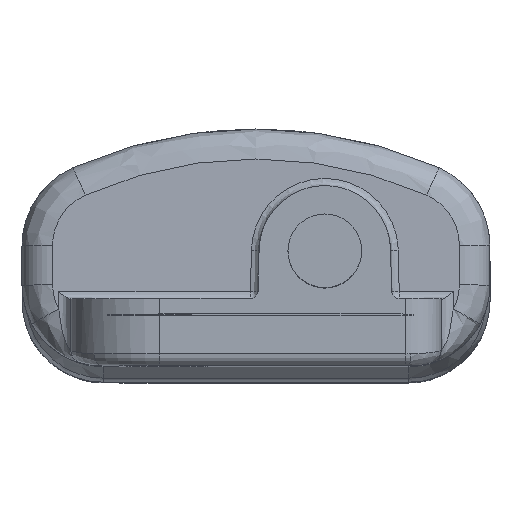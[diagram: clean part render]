
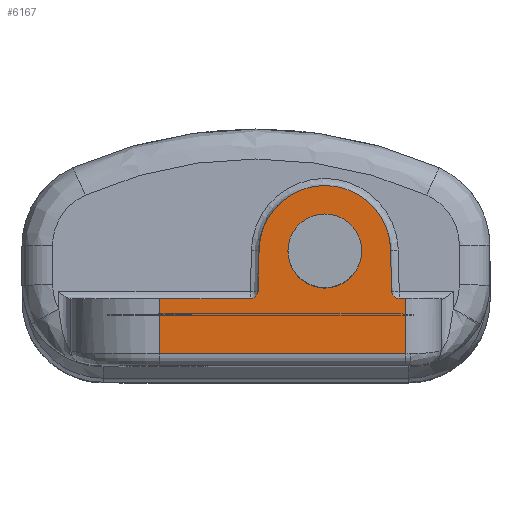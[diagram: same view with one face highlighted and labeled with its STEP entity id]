
A CAD part, top view. The second image highlights one B-rep face of the part: STEP entity #6167.
In plain terms, the highlighted planar face has unit normal (0, 0, 1).
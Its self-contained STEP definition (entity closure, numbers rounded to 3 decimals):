
#2082=DIRECTION('',(0.,-1.,0.));
#2083=VECTOR('',#2082,3.6);
#2084=CARTESIAN_POINT('',(-6.3,-0.1,36.8));
#2085=LINE('',#2084,#2083);
#2086=DIRECTION('',(-1.,0.,0.));
#2087=VECTOR('',#2086,5.936);
#2088=CARTESIAN_POINT('',(-0.364,-0.1,36.8));
#2089=LINE('',#2088,#2087);
#2090=DIRECTION('',(-0.024,-1.,0.));
#2091=VECTOR('',#2090,2.716);
#2092=CARTESIAN_POINT('',(0.201,3.104,36.8));
#2093=LINE('',#2092,#2091);
#2094=CARTESIAN_POINT('',(4.5,3.,36.8));
#2095=DIRECTION('',(0.,0.,1.));
#2096=DIRECTION('',(1.,0.024,0.));
#2097=AXIS2_PLACEMENT_3D('',#2094,#2095,#2096);
#2099=DIRECTION('',(-0.024,1.,0.));
#2100=VECTOR('',#2099,2.716);
#2101=CARTESIAN_POINT('',(8.864,0.388,36.8));
#2102=LINE('',#2101,#2100);
#2103=DIRECTION('',(-1.,0.,0.));
#2104=VECTOR('',#2103,0.436);
#2105=CARTESIAN_POINT('',(9.8,-0.1,36.8));
#2106=LINE('',#2105,#2104);
#2107=DIRECTION('',(0.,1.,0.));
#2108=VECTOR('',#2107,3.6);
#2109=CARTESIAN_POINT('',(9.8,-3.7,36.8));
#2110=LINE('',#2109,#2108);
#2111=DIRECTION('',(1.,0.,0.));
#2112=VECTOR('',#2111,16.1);
#2113=CARTESIAN_POINT('',(-6.3,-3.7,36.8));
#2114=LINE('',#2113,#2112);
#2115=CARTESIAN_POINT('',(4.5,3.,36.8));
#2116=DIRECTION('',(0.,0.,1.));
#2117=DIRECTION('',(0.,-1.,0.));
#2118=AXIS2_PLACEMENT_3D('',#2115,#2116,#2117);
#2120=CARTESIAN_POINT('',(4.5,3.,36.8));
#2121=DIRECTION('',(0.,0.,1.));
#2122=DIRECTION('',(0.,1.,0.));
#2123=AXIS2_PLACEMENT_3D('',#2120,#2121,#2122);
#2208=CARTESIAN_POINT('',(-0.364,0.4,36.8));
#2209=DIRECTION('',(0.,0.,-1.));
#2210=DIRECTION('',(1.,-0.024,0.));
#2211=AXIS2_PLACEMENT_3D('',#2208,#2209,#2210);
#2303=CARTESIAN_POINT('',(9.364,0.4,36.8));
#2304=DIRECTION('',(0.,0.,-1.));
#2305=DIRECTION('',(0.,-1.,0.));
#2306=AXIS2_PLACEMENT_3D('',#2303,#2304,#2305);
#2568=CARTESIAN_POINT('',(8.799,3.104,36.8));
#2569=CARTESIAN_POINT('',(0.201,3.104,36.8));
#2570=VERTEX_POINT('',#2568);
#2571=VERTEX_POINT('',#2569);
#2573=CARTESIAN_POINT('',(-6.3,-0.1,36.8));
#2575=VERTEX_POINT('',#2573);
#2576=CARTESIAN_POINT('',(9.8,-0.1,36.8));
#2578=VERTEX_POINT('',#2576);
#2580=CARTESIAN_POINT('',(-6.3,-3.7,36.8));
#2581=VERTEX_POINT('',#2580);
#2582=CARTESIAN_POINT('',(9.8,-3.7,36.8));
#2584=VERTEX_POINT('',#2582);
#2688=CARTESIAN_POINT('',(0.136,0.388,36.8));
#2689=VERTEX_POINT('',#2688);
#2690=CARTESIAN_POINT('',(8.864,0.388,36.8));
#2691=VERTEX_POINT('',#2690);
#2692=CARTESIAN_POINT('',(-0.364,-0.1,36.8));
#2693=VERTEX_POINT('',#2692);
#2694=CARTESIAN_POINT('',(9.364,-0.1,36.8));
#2695=VERTEX_POINT('',#2694);
#2753=CARTESIAN_POINT('',(4.5,0.59,36.8));
#2754=CARTESIAN_POINT('',(4.5,5.41,36.8));
#2755=VERTEX_POINT('',#2753);
#2756=VERTEX_POINT('',#2754);
#6137=CARTESIAN_POINT('',(0.,-2.5,36.8));
#6138=DIRECTION('',(0.,0.,1.));
#6139=DIRECTION('',(1.,0.,0.));
#6140=AXIS2_PLACEMENT_3D('',#6137,#6138,#6139);
#6141=PLANE('',#6140);
#6143=ORIENTED_EDGE('',*,*,#6142,.F.);
#6145=ORIENTED_EDGE('',*,*,#6144,.F.);
#6147=ORIENTED_EDGE('',*,*,#6146,.F.);
#6149=ORIENTED_EDGE('',*,*,#6148,.F.);
#6151=ORIENTED_EDGE('',*,*,#6150,.F.);
#6153=ORIENTED_EDGE('',*,*,#6152,.F.);
#6155=ORIENTED_EDGE('',*,*,#6154,.F.);
#6156=ORIENTED_EDGE('',*,*,#5736,.F.);
#6157=ORIENTED_EDGE('',*,*,#6101,.F.);
#6158=ORIENTED_EDGE('',*,*,#6128,.F.);
#6159=EDGE_LOOP('',(#6143,#6145,#6147,#6149,#6151,#6153,#6155,#6156,#6157,
#6158));
#6160=FACE_OUTER_BOUND('',#6159,.F.);
#6162=ORIENTED_EDGE('',*,*,#6161,.T.);
#6164=ORIENTED_EDGE('',*,*,#6163,.T.);
#6165=EDGE_LOOP('',(#6162,#6164));
#6166=FACE_BOUND('',#6165,.F.);
#6167=ADVANCED_FACE('',(#6160,#6166),#6141,.T.);
#2098=CIRCLE('',#2097,4.3);
#2119=CIRCLE('',#2118,2.41);
#2124=CIRCLE('',#2123,2.41);
#2212=CIRCLE('',#2211,0.5);
#2307=CIRCLE('',#2306,0.5);
#5736=EDGE_CURVE('',#2578,#2695,#2106,.T.);
#6101=EDGE_CURVE('',#2584,#2578,#2110,.T.);
#6128=EDGE_CURVE('',#2581,#2584,#2114,.T.);
#6142=EDGE_CURVE('',#2575,#2581,#2085,.T.);
#6144=EDGE_CURVE('',#2693,#2575,#2089,.T.);
#6146=EDGE_CURVE('',#2689,#2693,#2212,.T.);
#6148=EDGE_CURVE('',#2571,#2689,#2093,.T.);
#6150=EDGE_CURVE('',#2570,#2571,#2098,.T.);
#6152=EDGE_CURVE('',#2691,#2570,#2102,.T.);
#6154=EDGE_CURVE('',#2695,#2691,#2307,.T.);
#6161=EDGE_CURVE('',#2755,#2756,#2119,.T.);
#6163=EDGE_CURVE('',#2756,#2755,#2124,.T.);
